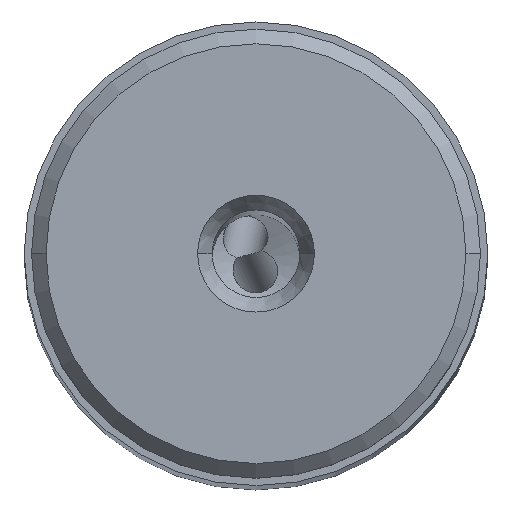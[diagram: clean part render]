
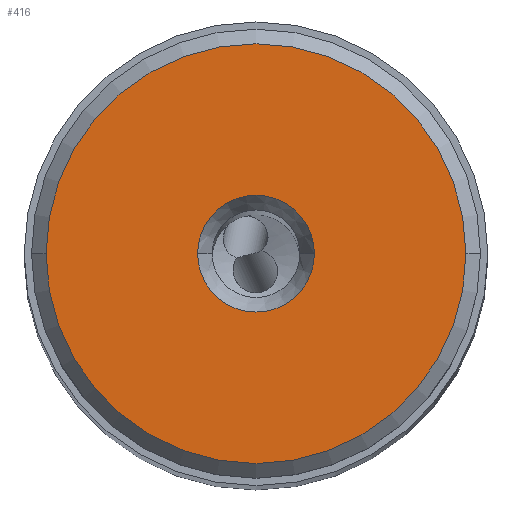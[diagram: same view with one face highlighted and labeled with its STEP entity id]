
A CAD part, top view. The second image highlights one B-rep face of the part: STEP entity #416.
In plain terms, the highlighted planar face has unit normal (0, 0, 1).
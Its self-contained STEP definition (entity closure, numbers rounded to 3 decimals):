
#130=PLANE('',#3959);
#416=ADVANCED_FACE('',(#642,#643),#130,.T.);
#642=FACE_BOUND('',#717,.T.);
#643=FACE_BOUND('',#718,.T.);
#717=EDGE_LOOP('',(#1807,#1808,#1809,#1810));
#718=EDGE_LOOP('',(#1811,#1812));
#908=CIRCLE('',#3952,4.);
#909=CIRCLE('',#3954,14.375);
#910=CIRCLE('',#3955,14.375);
#911=CIRCLE('',#3956,14.375);
#912=CIRCLE('',#3957,14.375);
#913=CIRCLE('',#3958,4.);
#1807=ORIENTED_EDGE('',*,*,#3152,.F.);
#1808=ORIENTED_EDGE('',*,*,#3153,.F.);
#1809=ORIENTED_EDGE('',*,*,#3154,.F.);
#1810=ORIENTED_EDGE('',*,*,#3155,.F.);
#1811=ORIENTED_EDGE('',*,*,#3156,.F.);
#1812=ORIENTED_EDGE('',*,*,#3151,.F.);
#2715=VERTEX_POINT('',#7532);
#2716=VERTEX_POINT('',#7534);
#2717=VERTEX_POINT('',#7538);
#2718=VERTEX_POINT('',#7539);
#2719=VERTEX_POINT('',#7541);
#2720=VERTEX_POINT('',#7543);
#3151=EDGE_CURVE('',#2716,#2715,#908,.T.);
#3152=EDGE_CURVE('',#2717,#2718,#909,.T.);
#3153=EDGE_CURVE('',#2719,#2717,#910,.T.);
#3154=EDGE_CURVE('',#2720,#2719,#911,.T.);
#3155=EDGE_CURVE('',#2718,#2720,#912,.T.);
#3156=EDGE_CURVE('',#2715,#2716,#913,.T.);
#3952=AXIS2_PLACEMENT_3D('',#7535,#4556,#4557);
#3954=AXIS2_PLACEMENT_3D('',#7537,#4560,#4561);
#3955=AXIS2_PLACEMENT_3D('',#7540,#4562,#4563);
#3956=AXIS2_PLACEMENT_3D('',#7542,#4564,#4565);
#3957=AXIS2_PLACEMENT_3D('',#7544,#4566,#4567);
#3958=AXIS2_PLACEMENT_3D('',#7545,#4568,#4569);
#3959=AXIS2_PLACEMENT_3D('',#7546,#4570,#4571);
#4556=DIRECTION('',(0.,0.,1.));
#4557=DIRECTION('',(-1.,0.,0.));
#4560=DIRECTION('',(0.,0.,-1.));
#4561=DIRECTION('',(0.,1.,0.));
#4562=DIRECTION('',(0.,0.,-1.));
#4563=DIRECTION('',(-1.,0.,0.));
#4564=DIRECTION('',(0.,0.,-1.));
#4565=DIRECTION('',(0.,-1.,0.));
#4566=DIRECTION('',(0.,0.,-1.));
#4567=DIRECTION('',(1.,0.,0.));
#4568=DIRECTION('',(0.,0.,1.));
#4569=DIRECTION('',(1.,0.,0.));
#4570=DIRECTION('',(0.,0.,1.));
#4571=DIRECTION('',(1.,0.,0.));
#7532=CARTESIAN_POINT('',(4.,0.,0.));
#7534=CARTESIAN_POINT('',(-4.,0.,0.));
#7535=CARTESIAN_POINT('',(0.,0.,0.));
#7537=CARTESIAN_POINT('',(0.,0.,0.));
#7538=CARTESIAN_POINT('',(0.,14.375,0.));
#7539=CARTESIAN_POINT('',(14.375,0.,0.));
#7540=CARTESIAN_POINT('',(0.,0.,0.));
#7541=CARTESIAN_POINT('',(-14.375,0.,0.));
#7542=CARTESIAN_POINT('',(0.,0.,0.));
#7543=CARTESIAN_POINT('',(0.,-14.375,0.));
#7544=CARTESIAN_POINT('',(0.,0.,0.));
#7545=CARTESIAN_POINT('',(0.,0.,0.));
#7546=CARTESIAN_POINT('',(0.,0.001,0.));
